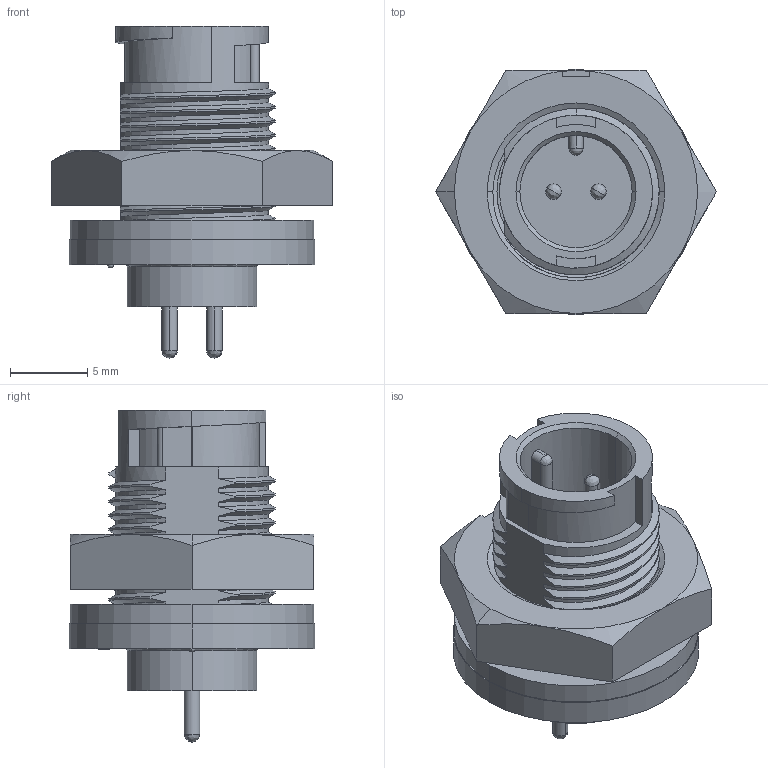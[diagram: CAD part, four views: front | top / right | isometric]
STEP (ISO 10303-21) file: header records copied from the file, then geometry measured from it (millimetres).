
FILE_DESCRIPTION (( 'STEP AP203' ), '1' );
FILE_NAME ('17281-2PG-300.STEP', '2014-02-26T22:09:07', ( '21FPBF1' ), ( 'Conxall' ), 'SwSTEP 2.0', 'SolidWorks 2012', '' );
FILE_SCHEMA (( 'CONFIG_CONTROL_DESIGN' ));
Length unit declared in the file: inch
Products named in the file (1): 17281-2PG-300
Bounding box: 18.18 x 15.88 x 21.49 mm (x, y, z)
Volume: 1769.6 mm3; surface area: 2036.4 mm2
Topology: 2 solids, 2 shells, 174 faces, 464 edges, 300 vertices
Faces by surface type: cylinder 70, plane 54, bspline 37, cone 13
Entity records: 12353 total; most frequent: CARTESIAN_POINT 8425, ORIENTED_EDGE 916, DIRECTION 679, EDGE_CURVE 458, VERTEX_POINT 300, AXIS2_PLACEMENT_3D 243, LINE 193, VECTOR 193
